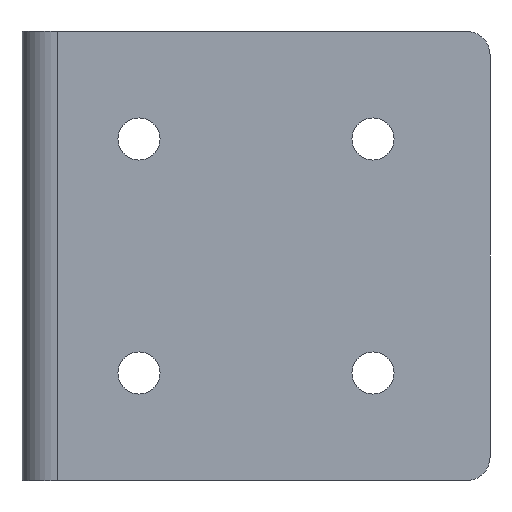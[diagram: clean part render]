
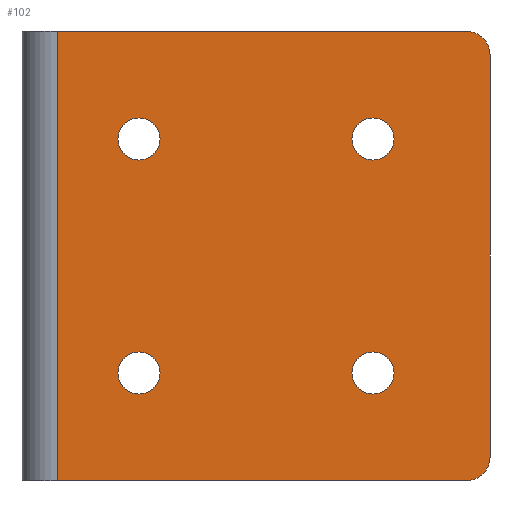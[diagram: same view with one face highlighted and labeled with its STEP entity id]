
A CAD part, front view. The second image highlights one B-rep face of the part: STEP entity #102.
In plain terms, the highlighted planar face has unit normal (0, -1, 0).
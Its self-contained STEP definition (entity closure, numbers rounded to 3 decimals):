
#3 = LINE ( 'NONE', #980, #466 ) ;
#9 = CIRCLE ( 'NONE', #484, 5. ) ;
#27 = CIRCLE ( 'NONE', #1078, 4.5 ) ;
#51 = CIRCLE ( 'NONE', #1033, 4.5 ) ;
#56 = CARTESIAN_POINT ( 'NONE',  ( 25., 0., -25. ) ) ;
#58 = ORIENTED_EDGE ( 'NONE', *, *, #676, .F. ) ;
#68 = DIRECTION ( 'NONE',  ( 0., -1., 0. ) ) ;
#72 = ORIENTED_EDGE ( 'NONE', *, *, #477, .F. ) ;
#74 = CIRCLE ( 'NONE', #459, 4.5 ) ;
#82 = VERTEX_POINT ( 'NONE', #1255 ) ;
#101 = CIRCLE ( 'NONE', #439, 4.5 ) ;
#102 = ADVANCED_FACE ( 'NONE', ( #1246, #706, #109, #829, #1179 ), #408, .T. ) ;
#109 = FACE_BOUND ( 'NONE', #848, .T. ) ;
#113 = VERTEX_POINT ( 'NONE', #735 ) ;
#139 = CARTESIAN_POINT ( 'NONE',  ( 75., 0., -25. ) ) ;
#156 = VECTOR ( 'NONE', #1168, 1000. ) ;
#158 = DIRECTION ( 'NONE',  ( 0., 0., -1. ) ) ;
#185 = EDGE_LOOP ( 'NONE', ( #1070, #1273, #326, #1209, #72, #804 ) ) ;
#201 = AXIS2_PLACEMENT_3D ( 'NONE', #1040, #316, #1386 ) ;
#210 = EDGE_CURVE ( 'NONE', #1144, #82, #74, .T. ) ;
#212 = LINE ( 'NONE', #623, #696 ) ;
#220 = VERTEX_POINT ( 'NONE', #981 ) ;
#222 = CARTESIAN_POINT ( 'NONE',  ( 7.5, 0., -48. ) ) ;
#225 = EDGE_CURVE ( 'NONE', #1300, #1048, #27, .T. ) ;
#241 = VERTEX_POINT ( 'NONE', #548 ) ;
#259 = ORIENTED_EDGE ( 'NONE', *, *, #1369, .F. ) ;
#266 = CIRCLE ( 'NONE', #1013, 5. ) ;
#275 = DIRECTION ( 'NONE',  ( 1., 0., 0. ) ) ;
#280 = CARTESIAN_POINT ( 'NONE',  ( 95., 0., 48. ) ) ;
#294 = CARTESIAN_POINT ( 'NONE',  ( 29.5, 0., 25. ) ) ;
#316 = DIRECTION ( 'NONE',  ( 0., -1., 0. ) ) ;
#319 = EDGE_LOOP ( 'NONE', ( #632, #58 ) ) ;
#326 = ORIENTED_EDGE ( 'NONE', *, *, #645, .T. ) ;
#327 = EDGE_CURVE ( 'NONE', #113, #446, #101, .T. ) ;
#339 = CIRCLE ( 'NONE', #724, 4.5 ) ;
#340 = VERTEX_POINT ( 'NONE', #390 ) ;
#342 = DIRECTION ( 'NONE',  ( 1., 0., 0. ) ) ;
#343 = ORIENTED_EDGE ( 'NONE', *, *, #225, .F. ) ;
#353 = DIRECTION ( 'NONE',  ( 0., -1., 0. ) ) ;
#355 = CARTESIAN_POINT ( 'NONE',  ( 75., 0., 25. ) ) ;
#361 = DIRECTION ( 'NONE',  ( 0., -1., 0. ) ) ;
#363 = VERTEX_POINT ( 'NONE', #1111 ) ;
#382 = VERTEX_POINT ( 'NONE', #574 ) ;
#390 = CARTESIAN_POINT ( 'NONE',  ( 7.5, 0., -48. ) ) ;
#394 = CIRCLE ( 'NONE', #659, 4.5 ) ;
#402 = CARTESIAN_POINT ( 'NONE',  ( 100., 0., -48. ) ) ;
#408 = PLANE ( 'NONE',  #201 ) ;
#421 = AXIS2_PLACEMENT_3D ( 'NONE', #657, #780, #158 ) ;
#436 = ORIENTED_EDGE ( 'NONE', *, *, #963, .F. ) ;
#439 = AXIS2_PLACEMENT_3D ( 'NONE', #1346, #1124, #1023 ) ;
#446 = VERTEX_POINT ( 'NONE', #729 ) ;
#449 = CARTESIAN_POINT ( 'NONE',  ( 75., 0., -25. ) ) ;
#459 = AXIS2_PLACEMENT_3D ( 'NONE', #355, #566, #1185 ) ;
#466 = VECTOR ( 'NONE', #342, 1000. ) ;
#477 = EDGE_CURVE ( 'NONE', #382, #1067, #212, .T. ) ;
#479 = CARTESIAN_POINT ( 'NONE',  ( 70.5, 0., -25. ) ) ;
#484 = AXIS2_PLACEMENT_3D ( 'NONE', #1141, #68, #275 ) ;
#491 = DIRECTION ( 'NONE',  ( 0., -1., 0. ) ) ;
#514 = LINE ( 'NONE', #222, #156 ) ;
#548 = CARTESIAN_POINT ( 'NONE',  ( 100., 0., 43. ) ) ;
#551 = CIRCLE ( 'NONE', #1220, 4.5 ) ;
#566 = DIRECTION ( 'NONE',  ( 0., -1., 0. ) ) ;
#574 = CARTESIAN_POINT ( 'NONE',  ( 7.5, 0., 48. ) ) ;
#603 = EDGE_CURVE ( 'NONE', #241, #1067, #9, .T. ) ;
#605 = DIRECTION ( 'NONE',  ( 0., -1., 0. ) ) ;
#623 = CARTESIAN_POINT ( 'NONE',  ( 100., 0., 48. ) ) ;
#632 = ORIENTED_EDGE ( 'NONE', *, *, #327, .F. ) ;
#638 = EDGE_CURVE ( 'NONE', #82, #1144, #51, .T. ) ;
#645 = EDGE_CURVE ( 'NONE', #1130, #241, #1021, .T. ) ;
#648 = CARTESIAN_POINT ( 'NONE',  ( 95., 0., -43. ) ) ;
#657 = CARTESIAN_POINT ( 'NONE',  ( 25., 0., 25. ) ) ;
#659 = AXIS2_PLACEMENT_3D ( 'NONE', #1281, #605, #1392 ) ;
#676 = EDGE_CURVE ( 'NONE', #446, #113, #339, .T. ) ;
#696 = VECTOR ( 'NONE', #931, 1000. ) ;
#706 = FACE_BOUND ( 'NONE', #1008, .T. ) ;
#724 = AXIS2_PLACEMENT_3D ( 'NONE', #56, #491, #802 ) ;
#729 = CARTESIAN_POINT ( 'NONE',  ( 20.5, 0., -25. ) ) ;
#733 = CARTESIAN_POINT ( 'NONE',  ( 70.5, 0., 25. ) ) ;
#735 = CARTESIAN_POINT ( 'NONE',  ( 29.5, 0., -25. ) ) ;
#780 = DIRECTION ( 'NONE',  ( 0., -1., 0. ) ) ;
#802 = DIRECTION ( 'NONE',  ( 0., 0., -1. ) ) ;
#804 = ORIENTED_EDGE ( 'NONE', *, *, #1114, .T. ) ;
#829 = FACE_BOUND ( 'NONE', #968, .T. ) ;
#848 = EDGE_LOOP ( 'NONE', ( #343, #926 ) ) ;
#882 = DIRECTION ( 'NONE',  ( 0., 0., -1. ) ) ;
#919 = ORIENTED_EDGE ( 'NONE', *, *, #638, .F. ) ;
#923 = DIRECTION ( 'NONE',  ( 0., 0., -1. ) ) ;
#926 = ORIENTED_EDGE ( 'NONE', *, *, #1239, .F. ) ;
#931 = DIRECTION ( 'NONE',  ( 1., 0., 0. ) ) ;
#963 = EDGE_CURVE ( 'NONE', #220, #1372, #1126, .T. ) ;
#964 = DIRECTION ( 'NONE',  ( 0., -1., 0. ) ) ;
#968 = EDGE_LOOP ( 'NONE', ( #259, #436 ) ) ;
#980 = CARTESIAN_POINT ( 'NONE',  ( 100., 0., -48. ) ) ;
#981 = CARTESIAN_POINT ( 'NONE',  ( 20.5, 0., 25. ) ) ;
#985 = DIRECTION ( 'NONE',  ( 1., 0., 0. ) ) ;
#1008 = EDGE_LOOP ( 'NONE', ( #919, #1359 ) ) ;
#1013 = AXIS2_PLACEMENT_3D ( 'NONE', #648, #964, #985 ) ;
#1014 = DIRECTION ( 'NONE',  ( 0., -1., 0. ) ) ;
#1021 = LINE ( 'NONE', #402, #1217 ) ;
#1023 = DIRECTION ( 'NONE',  ( 0., 0., -1. ) ) ;
#1033 = AXIS2_PLACEMENT_3D ( 'NONE', #1248, #1014, #923 ) ;
#1040 = CARTESIAN_POINT ( 'NONE',  ( 100., 0., -48. ) ) ;
#1048 = VERTEX_POINT ( 'NONE', #479 ) ;
#1067 = VERTEX_POINT ( 'NONE', #280 ) ;
#1070 = ORIENTED_EDGE ( 'NONE', *, *, #1251, .T. ) ;
#1078 = AXIS2_PLACEMENT_3D ( 'NONE', #449, #361, #882 ) ;
#1111 = CARTESIAN_POINT ( 'NONE',  ( 95., 0., -48. ) ) ;
#1114 = EDGE_CURVE ( 'NONE', #382, #340, #514, .T. ) ;
#1124 = DIRECTION ( 'NONE',  ( 0., -1., 0. ) ) ;
#1126 = CIRCLE ( 'NONE', #421, 4.5 ) ;
#1130 = VERTEX_POINT ( 'NONE', #1264 ) ;
#1141 = CARTESIAN_POINT ( 'NONE',  ( 95., 0., 43. ) ) ;
#1144 = VERTEX_POINT ( 'NONE', #733 ) ;
#1168 = DIRECTION ( 'NONE',  ( 0., 0., -1. ) ) ;
#1179 = FACE_OUTER_BOUND ( 'NONE', #185, .T. ) ;
#1185 = DIRECTION ( 'NONE',  ( 0., 0., -1. ) ) ;
#1191 = CARTESIAN_POINT ( 'NONE',  ( 79.5, 0., -25. ) ) ;
#1209 = ORIENTED_EDGE ( 'NONE', *, *, #603, .T. ) ;
#1217 = VECTOR ( 'NONE', #1256, 1000. ) ;
#1220 = AXIS2_PLACEMENT_3D ( 'NONE', #139, #353, #1302 ) ;
#1230 = EDGE_CURVE ( 'NONE', #363, #1130, #266, .T. ) ;
#1239 = EDGE_CURVE ( 'NONE', #1048, #1300, #551, .T. ) ;
#1246 = FACE_BOUND ( 'NONE', #319, .T. ) ;
#1248 = CARTESIAN_POINT ( 'NONE',  ( 75., 0., 25. ) ) ;
#1251 = EDGE_CURVE ( 'NONE', #340, #363, #3, .T. ) ;
#1255 = CARTESIAN_POINT ( 'NONE',  ( 79.5, 0., 25. ) ) ;
#1256 = DIRECTION ( 'NONE',  ( 0., 0., 1. ) ) ;
#1264 = CARTESIAN_POINT ( 'NONE',  ( 100., 0., -43. ) ) ;
#1273 = ORIENTED_EDGE ( 'NONE', *, *, #1230, .T. ) ;
#1281 = CARTESIAN_POINT ( 'NONE',  ( 25., 0., 25. ) ) ;
#1300 = VERTEX_POINT ( 'NONE', #1191 ) ;
#1302 = DIRECTION ( 'NONE',  ( 0., 0., -1. ) ) ;
#1346 = CARTESIAN_POINT ( 'NONE',  ( 25., 0., -25. ) ) ;
#1359 = ORIENTED_EDGE ( 'NONE', *, *, #210, .F. ) ;
#1369 = EDGE_CURVE ( 'NONE', #1372, #220, #394, .T. ) ;
#1372 = VERTEX_POINT ( 'NONE', #294 ) ;
#1386 = DIRECTION ( 'NONE',  ( 1., 0., 0. ) ) ;
#1392 = DIRECTION ( 'NONE',  ( 0., 0., -1. ) ) ;
